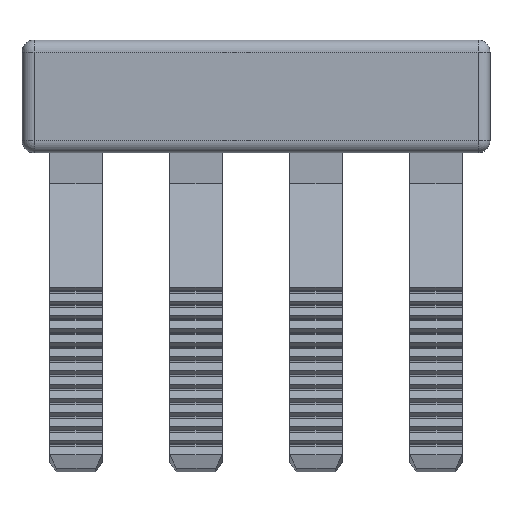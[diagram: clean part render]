
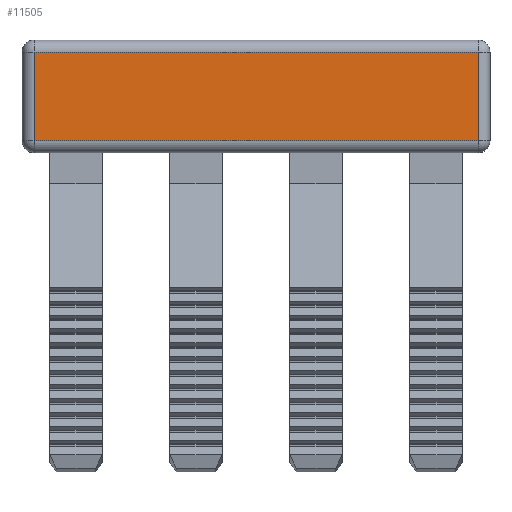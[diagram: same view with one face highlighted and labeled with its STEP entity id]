
A CAD part, front view. The second image highlights one B-rep face of the part: STEP entity #11505.
In plain terms, the highlighted planar face has unit normal (0, -1, 0).
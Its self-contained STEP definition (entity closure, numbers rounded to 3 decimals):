
#613 = CARTESIAN_POINT ( 'NONE',  ( -5.75, 0., 1.85 ) ) ;
#646 = LINE ( 'NONE', #786, #7560 ) ;
#786 = CARTESIAN_POINT ( 'NONE',  ( -24.25, 0., -1.85 ) ) ;
#1467 = CARTESIAN_POINT ( 'NONE',  ( -5.75, 0., -1.85 ) ) ;
#1961 = DIRECTION ( 'NONE',  ( -1., 0., 0. ) ) ;
#2267 = EDGE_CURVE ( 'NONE', #8187, #13405, #2676, .T. ) ;
#2527 = DIRECTION ( 'NONE',  ( 0., 0., 1. ) ) ;
#2676 = LINE ( 'NONE', #14100, #7585 ) ;
#2957 = DIRECTION ( 'NONE',  ( 0., 0., -1. ) ) ;
#3222 = CARTESIAN_POINT ( 'NONE',  ( -24.5, 0., -1.85 ) ) ;
#3252 = DIRECTION ( 'NONE',  ( 0., -1., 0. ) ) ;
#3314 = EDGE_CURVE ( 'NONE', #13405, #8495, #14441, .T. ) ;
#3328 = CARTESIAN_POINT ( 'NONE',  ( -24.25, 0., 1.85 ) ) ;
#4334 = LINE ( 'NONE', #3222, #10612 ) ;
#4582 = VECTOR ( 'NONE', #1961, 1000. ) ;
#4972 = CARTESIAN_POINT ( 'NONE',  ( -24.25, 0., -1.85 ) ) ;
#5011 = EDGE_CURVE ( 'NONE', #14753, #8187, #4334, .T. ) ;
#5084 = EDGE_LOOP ( 'NONE', ( #13363, #5940, #9598, #12057 ) ) ;
#5561 = DIRECTION ( 'NONE',  ( 0., 0., -1. ) ) ;
#5940 = ORIENTED_EDGE ( 'NONE', *, *, #2267, .T. ) ;
#6991 = AXIS2_PLACEMENT_3D ( 'NONE', #13758, #3252, #5561 ) ;
#7560 = VECTOR ( 'NONE', #2957, 1000. ) ;
#7585 = VECTOR ( 'NONE', #2527, 1000. ) ;
#7586 = CARTESIAN_POINT ( 'NONE',  ( -24.5, 0., 1.85 ) ) ;
#7644 = DIRECTION ( 'NONE',  ( 1., 0., 0. ) ) ;
#8187 = VERTEX_POINT ( 'NONE', #1467 ) ;
#8361 = EDGE_CURVE ( 'NONE', #8495, #14753, #646, .T. ) ;
#8495 = VERTEX_POINT ( 'NONE', #3328 ) ;
#9598 = ORIENTED_EDGE ( 'NONE', *, *, #3314, .T. ) ;
#10258 = FACE_OUTER_BOUND ( 'NONE', #5084, .T. ) ;
#10612 = VECTOR ( 'NONE', #7644, 1000. ) ;
#11505 = ADVANCED_FACE ( 'NONE', ( #10258 ), #13609, .T. ) ;
#12057 = ORIENTED_EDGE ( 'NONE', *, *, #8361, .T. ) ;
#13363 = ORIENTED_EDGE ( 'NONE', *, *, #5011, .T. ) ;
#13405 = VERTEX_POINT ( 'NONE', #613 ) ;
#13609 = PLANE ( 'NONE',  #6991 ) ;
#13758 = CARTESIAN_POINT ( 'NONE',  ( -24.5, 0., -1.85 ) ) ;
#14100 = CARTESIAN_POINT ( 'NONE',  ( -5.75, 0., -1.85 ) ) ;
#14441 = LINE ( 'NONE', #7586, #4582 ) ;
#14753 = VERTEX_POINT ( 'NONE', #4972 ) ;
